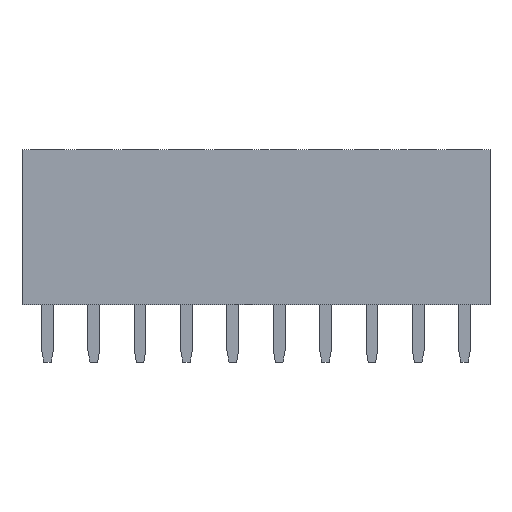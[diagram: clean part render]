
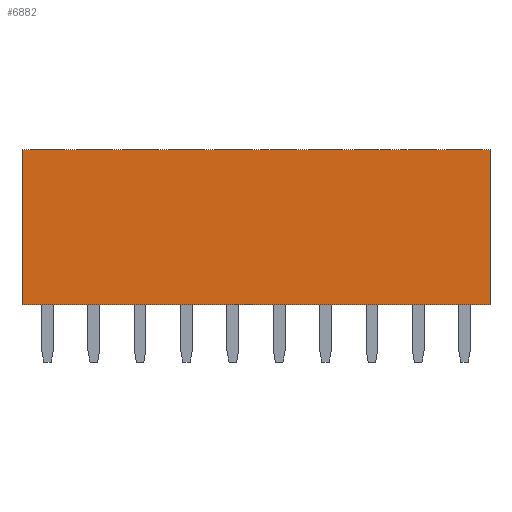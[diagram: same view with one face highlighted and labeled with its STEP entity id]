
A CAD part, top view. The second image highlights one B-rep face of the part: STEP entity #6882.
In plain terms, the highlighted planar face has unit normal (0, 0, 1).
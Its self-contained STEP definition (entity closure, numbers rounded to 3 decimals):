
#4516=EDGE_CURVE('',#5722,#4670,#12254,.T.);
#4670=VERTEX_POINT('',#12419);
#4722=EDGE_CURVE('',#5722,#8232,#12475,.T.);
#5722=VERTEX_POINT('',#13558);
#6880=EDGE_CURVE('',#8232,#7456,#14801,.T.);
#6882=ADVANCED_FACE('',(#14803),#14804,.T.);
#7456=VERTEX_POINT('',#15427);
#8232=VERTEX_POINT('',#16277);
#8604=EDGE_CURVE('',#4670,#7456,#16688,.T.);
#12254=LINE('',#20950,#20951);
#12419=CARTESIAN_POINT('',(12.825,0.0,2.5));
#12475=LINE('',#21280,#21281);
#13558=CARTESIAN_POINT('',(-12.825,0.0,2.5));
#14801=LINE('',#24655,#24656);
#14803=FACE_OUTER_BOUND('',#24658,.T.);
#14804=PLANE('',#24659);
#15427=CARTESIAN_POINT('',(12.825,8.5,2.5));
#16277=CARTESIAN_POINT('',(-12.825,8.5,2.5));
#16688=LINE('',#27375,#27376);
#20950=CARTESIAN_POINT('',(-12.825,0.0,2.5));
#20951=VECTOR('',#32652,1.0);
#21280=CARTESIAN_POINT('',(-12.825,0.0,2.5));
#21281=VECTOR('',#32863,1.0);
#24655=CARTESIAN_POINT('',(-12.825,8.5,2.5));
#24656=VECTOR('',#35006,1.0);
#24658=EDGE_LOOP('',(#35008,#35009,#35010,#35011));
#24659=AXIS2_PLACEMENT_3D('',#35012,#35013,#35014);
#27375=CARTESIAN_POINT('',(12.825,0.0,2.5));
#27376=VECTOR('',#37092,1.0);
#32652=DIRECTION('',(1.0,0.0,0.));
#32863=DIRECTION('',(0.0,1.0,0.0));
#35006=DIRECTION('',(1.0,0.0,0.));
#35008=ORIENTED_EDGE('',*,*,#8604,.T.);
#35009=ORIENTED_EDGE('',*,*,#6880,.F.);
#35010=ORIENTED_EDGE('',*,*,#4722,.F.);
#35011=ORIENTED_EDGE('',*,*,#4516,.T.);
#35012=CARTESIAN_POINT('',(-12.825,0.0,2.5));
#35013=DIRECTION('',(0.,0.,1.0));
#35014=DIRECTION('',(1.0,0.,0.0));
#37092=DIRECTION('',(0.0,1.0,0.0));
